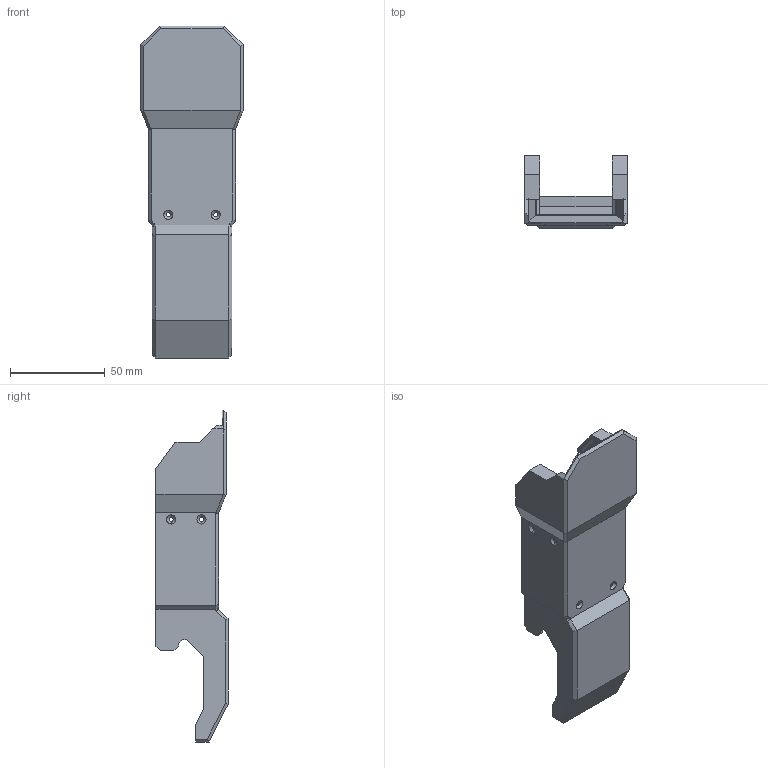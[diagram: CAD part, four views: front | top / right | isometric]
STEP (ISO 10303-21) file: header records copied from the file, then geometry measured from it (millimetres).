
FILE_DESCRIPTION((''),'2;1');
FILE_NAME('ROBOTIS-OP3_CVR_ARM_L_PRT','2017-02-10T',('kimdolyang'),(''),'PRO/ENGINEER BY PARAMETRIC TECHNOLOGY CORPORATION, 2013410','PRO/ENGINEER BY PARAMETRIC TECHNOLOGY CORPORATION, 2013410','');
FILE_SCHEMA(('AUTOMOTIVE_DESIGN { 1 0 10303 214 1 1 1 1 }'));
Length unit declared in the file: millimetre
Products named in the file (1): ROBOTIS-OP3_CVR_ARM_L_PRT
Bounding box: 54 x 38 x 175 mm (x, y, z)
Volume: 33582 mm3; surface area: 34952.6 mm2
Topology: 1 solids, 1 shells, 129 faces, 341 edges, 210 vertices
Faces by surface type: plane 101, cone 16, cylinder 12
Entity records: 3963 total; most frequent: CARTESIAN_POINT 678, ORIENTED_EDGE 674, DIRECTION 635, EDGE_CURVE 337, VECTOR 297, LINE 297, VERTEX_POINT 210, AXIS2_PLACEMENT_3D 169
